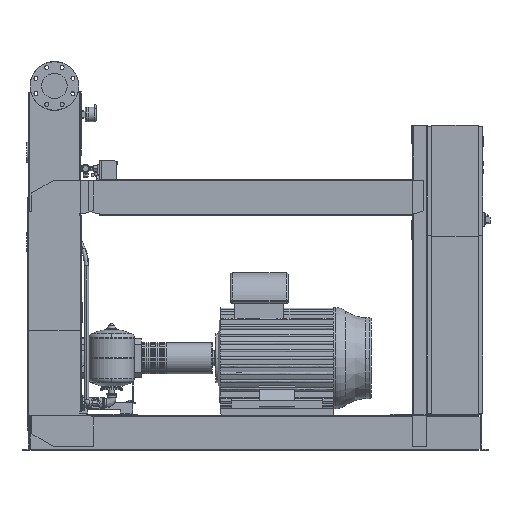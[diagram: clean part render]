
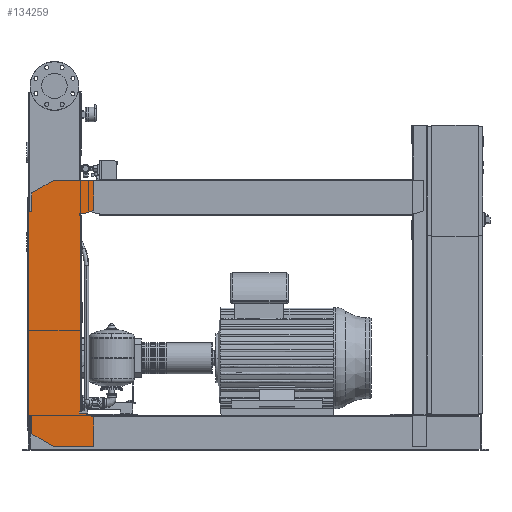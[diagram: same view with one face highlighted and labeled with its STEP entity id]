
A CAD part, front view. The second image highlights one B-rep face of the part: STEP entity #134259.
In plain terms, the highlighted free-form (B-spline) face has degree [1, 1] with [2, 2] control points.
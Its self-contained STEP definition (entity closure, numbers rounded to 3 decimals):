
#133744=CARTESIAN_POINT('',(-102.0,-463.5,1076.0));
#133745=VERTEX_POINT('',#133744);
#133752=CARTESIAN_POINT('',(-102.0,-463.5,1158.574));
#133753=VERTEX_POINT('',#133752);
#133754=CARTESIAN_POINT('',(-102.0,-463.5,1076.0));
#133755=DIRECTION('',(0.0,0.0,1.0));
#133756=VECTOR('',#133755,82.574);
#133757=LINE('',#133754,#133756);
#133758=EDGE_CURVE('',#133745,#133753,#133757,.T.);
#133776=CARTESIAN_POINT('',(-6.,-463.5,1214.0));
#133777=VERTEX_POINT('',#133776);
#133778=CARTESIAN_POINT('',(-102.0,-463.5,1158.574));
#133779=DIRECTION('',(0.866,0.0,0.5));
#133780=VECTOR('',#133779,110.851);
#133781=LINE('',#133778,#133780);
#133782=EDGE_CURVE('',#133753,#133777,#133781,.T.);
#133800=CARTESIAN_POINT('',(177.0,-463.5,1214.0));
#133801=VERTEX_POINT('',#133800);
#133802=CARTESIAN_POINT('',(-6.,-463.5,1214.0));
#133803=DIRECTION('',(1.0,0.0,0.0));
#133804=VECTOR('',#133803,183.0);
#133805=LINE('',#133802,#133804);
#133806=EDGE_CURVE('',#133777,#133801,#133805,.T.);
#133824=CARTESIAN_POINT('',(177.0,-463.5,1080.379));
#133825=VERTEX_POINT('',#133824);
#133826=CARTESIAN_POINT('',(177.0,-463.5,1214.0));
#133827=DIRECTION('',(0.0,0.0,-1.0));
#133828=VECTOR('',#133827,133.621);
#133829=LINE('',#133826,#133828);
#133830=EDGE_CURVE('',#133801,#133825,#133829,.T.);
#133848=CARTESIAN_POINT('',(132.,-463.5,1064.0));
#133849=VERTEX_POINT('',#133848);
#133850=CARTESIAN_POINT('',(177.0,-463.5,1080.379));
#133851=DIRECTION('',(-0.94,0.0,-0.342));
#133852=VECTOR('',#133851,47.888);
#133853=LINE('',#133850,#133852);
#133854=EDGE_CURVE('',#133825,#133849,#133853,.T.);
#133872=CARTESIAN_POINT('',(112.0,-463.5,1064.0));
#133873=VERTEX_POINT('',#133872);
#133874=CARTESIAN_POINT('',(132.,-463.5,1064.0));
#133875=DIRECTION('',(-1.0,0.0,0.0));
#133876=VECTOR('',#133875,20.);
#133877=LINE('',#133874,#133876);
#133878=EDGE_CURVE('',#133849,#133873,#133877,.T.);
#133896=CARTESIAN_POINT('',(112.0,-463.5,1056.0));
#133897=VERTEX_POINT('',#133896);
#133898=CARTESIAN_POINT('',(112.0,-463.5,1064.0));
#133899=DIRECTION('',(0.0,0.0,-1.0));
#133900=VECTOR('',#133899,8.0);
#133901=LINE('',#133898,#133900);
#133902=EDGE_CURVE('',#133873,#133897,#133901,.T.);
#133920=CARTESIAN_POINT('',(120.,-463.5,1056.0));
#133921=VERTEX_POINT('',#133920);
#133922=CARTESIAN_POINT('',(112.0,-463.5,1056.0));
#133923=DIRECTION('',(1.0,0.0,0.0));
#133924=VECTOR('',#133923,8.);
#133925=LINE('',#133922,#133924);
#133926=EDGE_CURVE('',#133897,#133921,#133925,.T.);
#133944=CARTESIAN_POINT('',(120.,-463.5,176.));
#133945=VERTEX_POINT('',#133944);
#133956=CARTESIAN_POINT('',(120.,-463.5,1056.0));
#133957=DIRECTION('',(0.0,0.0,-1.0));
#133958=VECTOR('',#133957,880.);
#133959=LINE('',#133956,#133958);
#133960=EDGE_CURVE('',#133921,#133945,#133959,.T.);
#133974=CARTESIAN_POINT('',(112.,-463.5,176.));
#133975=VERTEX_POINT('',#133974);
#133976=CARTESIAN_POINT('',(120.,-463.5,176.));
#133977=DIRECTION('',(-1.0,0.0,0.0));
#133978=VECTOR('',#133977,8.);
#133979=LINE('',#133976,#133978);
#133980=EDGE_CURVE('',#133945,#133975,#133979,.T.);
#133998=CARTESIAN_POINT('',(112.,-463.5,168.));
#133999=VERTEX_POINT('',#133998);
#134000=CARTESIAN_POINT('',(112.,-463.5,176.));
#134001=DIRECTION('',(0.0,0.0,-1.0));
#134002=VECTOR('',#134001,8.0);
#134003=LINE('',#134000,#134002);
#134004=EDGE_CURVE('',#133975,#133999,#134003,.T.);
#134022=CARTESIAN_POINT('',(132.,-463.5,168.));
#134023=VERTEX_POINT('',#134022);
#134024=CARTESIAN_POINT('',(112.,-463.5,168.));
#134025=DIRECTION('',(1.0,0.0,0.0));
#134026=VECTOR('',#134025,20.0);
#134027=LINE('',#134024,#134026);
#134028=EDGE_CURVE('',#133999,#134023,#134027,.T.);
#134046=CARTESIAN_POINT('',(177.,-463.5,151.621));
#134047=VERTEX_POINT('',#134046);
#134048=CARTESIAN_POINT('',(132.,-463.5,168.));
#134049=DIRECTION('',(0.94,0.0,-0.342));
#134050=VECTOR('',#134049,47.888);
#134051=LINE('',#134048,#134050);
#134052=EDGE_CURVE('',#134023,#134047,#134051,.T.);
#134070=CARTESIAN_POINT('',(177.,-463.5,18.0));
#134071=VERTEX_POINT('',#134070);
#134072=CARTESIAN_POINT('',(177.,-463.5,151.621));
#134073=DIRECTION('',(0.0,0.0,-1.0));
#134074=VECTOR('',#134073,133.621);
#134075=LINE('',#134072,#134074);
#134076=EDGE_CURVE('',#134047,#134071,#134075,.T.);
#134094=CARTESIAN_POINT('',(-4.,-463.5,18.0));
#134095=VERTEX_POINT('',#134094);
#134096=CARTESIAN_POINT('',(177.,-463.5,18.0));
#134097=DIRECTION('',(-1.0,0.0,0.0));
#134098=VECTOR('',#134097,181.);
#134099=LINE('',#134096,#134098);
#134100=EDGE_CURVE('',#134071,#134095,#134099,.T.);
#134118=CARTESIAN_POINT('',(-102.,-463.5,74.58));
#134119=VERTEX_POINT('',#134118);
#134120=CARTESIAN_POINT('',(-4.,-463.5,18.0));
#134121=DIRECTION('',(-0.866,0.,0.5));
#134122=VECTOR('',#134121,113.161);
#134123=LINE('',#134120,#134122);
#134124=EDGE_CURVE('',#134095,#134119,#134123,.T.);
#134142=CARTESIAN_POINT('',(-102.,-463.5,156.0));
#134143=VERTEX_POINT('',#134142);
#134144=CARTESIAN_POINT('',(-102.,-463.5,74.58));
#134145=DIRECTION('',(0.0,0.0,1.0));
#134146=VECTOR('',#134145,81.42);
#134147=LINE('',#134144,#134146);
#134148=EDGE_CURVE('',#134119,#134143,#134147,.T.);
#134166=CARTESIAN_POINT('',(-122.,-463.5,156.0));
#134167=VERTEX_POINT('',#134166);
#134168=CARTESIAN_POINT('',(-102.,-463.5,156.0));
#134169=DIRECTION('',(-1.0,0.0,0.0));
#134170=VECTOR('',#134169,20.0);
#134171=LINE('',#134168,#134170);
#134172=EDGE_CURVE('',#134143,#134167,#134171,.T.);
#134190=CARTESIAN_POINT('',(-122.0,-463.5,1076.0));
#134191=VERTEX_POINT('',#134190);
#134204=CARTESIAN_POINT('',(-122.,-463.5,156.0));
#134205=DIRECTION('',(0.0,0.0,1.0));
#134206=VECTOR('',#134205,920.0);
#134207=LINE('',#134204,#134206);
#134208=EDGE_CURVE('',#134167,#134191,#134207,.T.);
#134222=CARTESIAN_POINT('',(-122.0,-463.5,1076.0));
#134223=DIRECTION('',(1.0,0.0,0.0));
#134224=VECTOR('',#134223,20.0);
#134225=LINE('',#134222,#134224);
#134226=EDGE_CURVE('',#134191,#133745,#134225,.T.);
#134232=CARTESIAN_POINT('',(-122.,-463.5,18.0));
#134233=CARTESIAN_POINT('',(177.0,-463.5,18.0));
#134234=CARTESIAN_POINT('',(-122.,-463.5,1214.0));
#134235=CARTESIAN_POINT('',(177.0,-463.5,1214.0));
#134236=B_SPLINE_SURFACE_WITH_KNOTS('',1,1,((#134232,#134234),(#134233,#134235)),.UNSPECIFIED.,.F.,.F.,.U.,(2,2),(2,2),(0.0,299.),(0.0,1196.0),.UNSPECIFIED.);
#134237=ORIENTED_EDGE('',*,*,#134226,.F.);
#134238=ORIENTED_EDGE('',*,*,#134208,.F.);
#134239=ORIENTED_EDGE('',*,*,#134172,.F.);
#134240=ORIENTED_EDGE('',*,*,#134148,.F.);
#134241=ORIENTED_EDGE('',*,*,#134124,.F.);
#134242=ORIENTED_EDGE('',*,*,#134100,.F.);
#134243=ORIENTED_EDGE('',*,*,#134076,.F.);
#134244=ORIENTED_EDGE('',*,*,#134052,.F.);
#134245=ORIENTED_EDGE('',*,*,#134028,.F.);
#134246=ORIENTED_EDGE('',*,*,#134004,.F.);
#134247=ORIENTED_EDGE('',*,*,#133980,.F.);
#134248=ORIENTED_EDGE('',*,*,#133960,.F.);
#134249=ORIENTED_EDGE('',*,*,#133926,.F.);
#134250=ORIENTED_EDGE('',*,*,#133902,.F.);
#134251=ORIENTED_EDGE('',*,*,#133878,.F.);
#134252=ORIENTED_EDGE('',*,*,#133854,.F.);
#134253=ORIENTED_EDGE('',*,*,#133830,.F.);
#134254=ORIENTED_EDGE('',*,*,#133806,.F.);
#134255=ORIENTED_EDGE('',*,*,#133782,.F.);
#134256=ORIENTED_EDGE('',*,*,#133758,.F.);
#134257=EDGE_LOOP('',(#134237,#134238,#134239,#134240,#134241,#134242,#134243,#134244,#134245,#134246,#134247,#134248,#134249,#134250,#134251,#134252,#134253,#134254,#134255,#134256));
#134258=FACE_OUTER_BOUND('',#134257,.T.);
#134259=ADVANCED_FACE('',(#134258),#134236,.T.);
